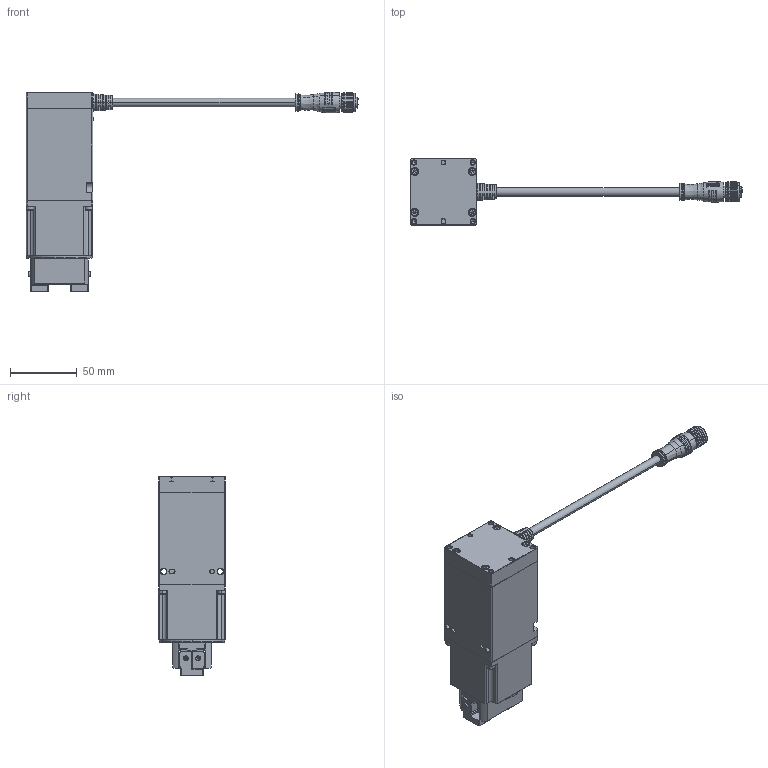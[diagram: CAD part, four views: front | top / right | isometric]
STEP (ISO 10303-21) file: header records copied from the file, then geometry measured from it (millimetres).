
FILE_DESCRIPTION (( 'STEP AP203' ), '1' );
FILE_NAME ('RGD-5&35-14-W-S.STEP', '2022-04-08T08:13:43', ( '' ), ( '' ), 'SwSTEP 2.0', 'SolidWorks 2020', '' );
FILE_SCHEMA (( 'CONFIG_CONTROL_DESIGN' ));
Length unit declared in the file: millimetre
Products named in the file (4): RGDFinger價釱; RGD_U倛璃; RGD-5&35-14-W-S; RGD耜醱堤盄翋极
Assembly tree (4 placements, depth 2):
  RGD-5&35-14-W-S
    RGD耜醱堤盄翋极
    RGD_U倛璃
    RGDFinger價釱  x2
Bounding box: 248.4 x 50 x 149.18 mm (x, y, z)
Volume: 331534.4 mm3; surface area: 51338.6 mm2
Topology: 4 solids, 26 shells, 1648 faces, 4065 edges, 2548 vertices
Faces by surface type: plane 836, cylinder 376, bspline 229, cone 199, torus 8
Entity records: 49778 total; most frequent: CARTESIAN_POINT 15912, ORIENTED_EDGE 7278, DIRECTION 6388, EDGE_CURVE 3639, VERTEX_POINT 2308, AXIS2_PLACEMENT_3D 2263, VECTOR 1862, LINE 1862
